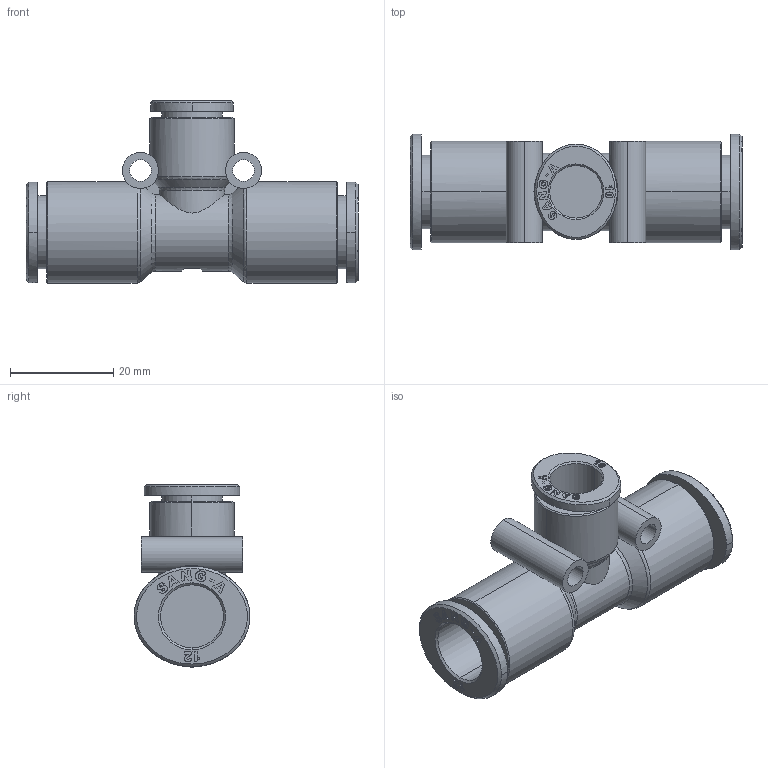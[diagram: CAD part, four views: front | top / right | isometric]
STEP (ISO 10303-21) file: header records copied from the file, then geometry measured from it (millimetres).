
FILE_DESCRIPTION((''),'2;1');
FILE_NAME('GPUG_1210(3D).stp','2012-12-27T14:43:22',(''),(''),'Mechanical Desktop.R8.0.24.0','Mechanical Desktop.R8.0.24.0',', , ');
FILE_SCHEMA(('CONFIG_CONTROL_DESIGN'));
Length unit declared in the file: millimetre
Products named in the file (3): GPUG_1210(3D); ºÎÇ°1; RM_SDB
Assembly tree (2 placements, depth 2):
  GPUG_1210(3D)
    ºÎÇ°1
    RM_SDB
Bounding box: 64.4 x 22.5 x 35.35 mm (x, y, z)
Volume: 14621.4 mm3; surface area: 9820.2 mm2
Topology: 1 solids, 1 shells, 1160 faces, 3333 edges, 2215 vertices
Faces by surface type: plane 1067, cylinder 33, bspline 30, cone 24, torus 6
Entity records: 39176 total; most frequent: CARTESIAN_POINT 8800, ORIENTED_EDGE 6666, DIRECTION 5629, EDGE_CURVE 3333, VECTOR 3117, LINE 3117, VERTEX_POINT 2215, AXIS2_PLACEMENT_3D 1256
